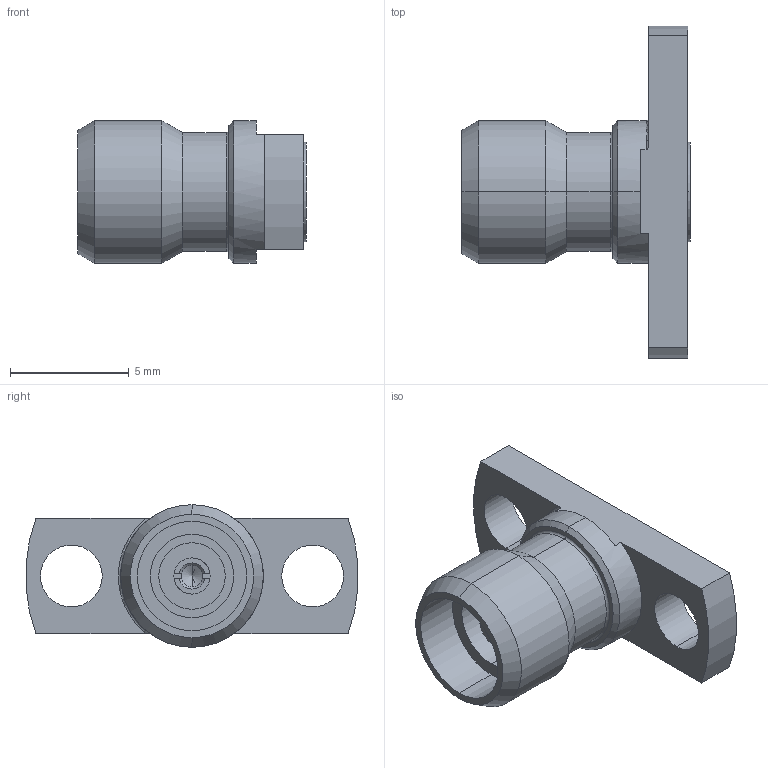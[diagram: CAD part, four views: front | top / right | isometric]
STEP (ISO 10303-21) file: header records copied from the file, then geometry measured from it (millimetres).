
FILE_DESCRIPTION (( 'STEP AP203' ), '1' );
FILE_NAME ('ÔÈÌÄ.434532.006-01 Ðîçåòêà ïðèáîðíàÿ ïðÿìàÿ.STEP', '2024-07-17T02:52:49', ( '' ), ( '' ), 'SwSTEP 2.0', 'SolidWorks 2018', '' );
FILE_SCHEMA (( 'CONFIG_CONTROL_DESIGN' ));
Length unit declared in the file: millimetre
Products named in the file (2): Äåòàëü1^ÔÈÌÄ.434532.006 Ðîçåòêà ïðèáîðíàÿ ïðÿìàÿ; ÔÈÌÄ.434532.006-01 Ðîçåòêà ïðèáîðíàÿ ïðÿìàÿ
Assembly tree (1 placements, depth 2):
  ÔÈÌÄ.434532.006-01 Ðîçåòêà ïðèáîðíàÿ ïðÿìàÿ
    Äåòàëü1^ÔÈÌÄ.434532.006 Ðîçåòêà ïðèáîðíàÿ ïðÿìàÿ
Bounding box: 9.6 x 13.96 x 6 mm (x, y, z)
Volume: 226.1 mm3; surface area: 481.9 mm2
Topology: 1 solids, 3 shells, 105 faces, 259 edges, 163 vertices
Faces by surface type: plane 41, cylinder 40, cone 19, torus 5
Entity records: 3337 total; most frequent: DIRECTION 585, CARTESIAN_POINT 577, ORIENTED_EDGE 510, EDGE_CURVE 255, AXIS2_PLACEMENT_3D 235, VERTEX_POINT 163, CIRCLE 126, EDGE_LOOP 120
